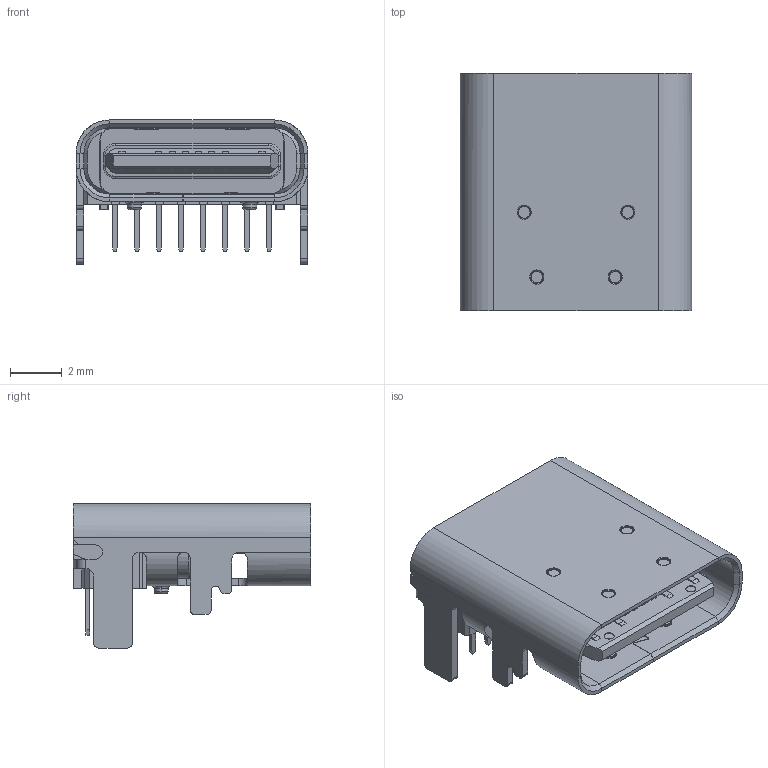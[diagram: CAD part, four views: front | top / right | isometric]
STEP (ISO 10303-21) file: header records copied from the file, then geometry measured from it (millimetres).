
FILE_DESCRIPTION(('FreeCAD Model'),'2;1');
FILE_NAME('Open CASCADE Shape Model','2021-09-22T23:20:21',( 'kicad StepUp'),('ksu MCAD'),'Open CASCADE STEP processor 7.4', 'FreeCAD','Unknown');
FILE_SCHEMA(('AUTOMOTIVE_DESIGN { 1 0 10303 214 1 1 1 1 }'));
Length unit declared in the file: millimetre
Products named in the file (1): USB4085-GF-A
Bounding box: 8.95 x 9.17 x 5.56 mm (x, y, z)
Volume: 168.6 mm3; surface area: 723.3 mm2
Topology: 35 solids, 35 shells, 929 faces, 2253 edges, 1446 vertices
Faces by surface type: plane 700, cylinder 145, torus 60, bspline 14, cone 10
Entity records: 34589 total; most frequent: CARTESIAN_POINT 5858, ORIENTED_EDGE 4506, DIRECTION 4455, EDGE_CURVE 2253, LINE 1737, VECTOR 1737, VERTEX_POINT 1446, AXIS2_PLACEMENT_3D 1359
